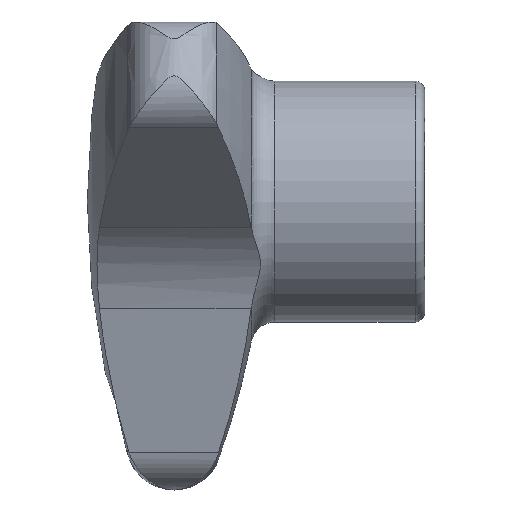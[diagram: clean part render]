
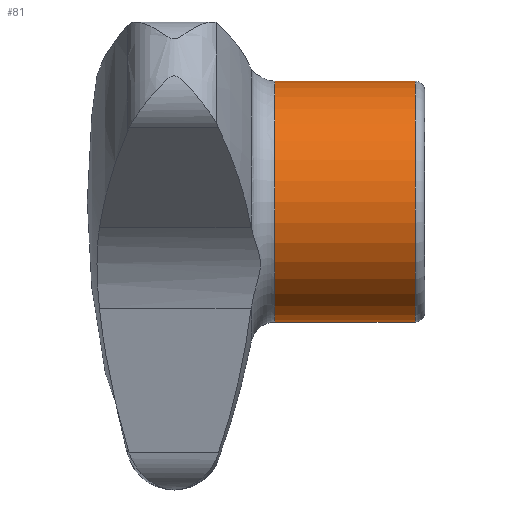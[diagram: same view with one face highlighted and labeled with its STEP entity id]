
A CAD part, left-side view. The second image highlights one B-rep face of the part: STEP entity #81.
In plain terms, the highlighted cylindrical face has radius 12.5 mm (diameter 25 mm), a full revolution.
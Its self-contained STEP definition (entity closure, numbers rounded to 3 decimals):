
#81 = ADVANCED_FACE( '', ( #122, #123 ), #124, .T. );
#122 = FACE_OUTER_BOUND( '', #195, .T. );
#123 = FACE_OUTER_BOUND( '', #196, .T. );
#124 = CYLINDRICAL_SURFACE( '', #197, 12.5 );
#195 = EDGE_LOOP( '', ( #363 ) );
#196 = EDGE_LOOP( '', ( #364 ) );
#197 = AXIS2_PLACEMENT_3D( '', #365, #366, #367 );
#363 = ORIENTED_EDGE( '', *, *, #572, .F. );
#364 = ORIENTED_EDGE( '', *, *, #573, .T. );
#365 = CARTESIAN_POINT( '', ( 0., 0., 0. ) );
#366 = DIRECTION( '', ( 0., 1., 0. ) );
#367 = DIRECTION( '', ( 0., 0., -1. ) );
#572 = EDGE_CURVE( '', #665, #665, #666, .T. );
#573 = EDGE_CURVE( '', #667, #667, #668, .T. );
#665 = VERTEX_POINT( '', #1036 );
#666 = CIRCLE( '', #1037, 12.5 );
#667 = VERTEX_POINT( '', #1038 );
#668 = CIRCLE( '', #1039, 12.5 );
#1036 = CARTESIAN_POINT( '', ( 0., 1., -12.5 ) );
#1037 = AXIS2_PLACEMENT_3D( '', #1291, #1292, #1293 );
#1038 = CARTESIAN_POINT( '', ( 0., 15.537, -12.5 ) );
#1039 = AXIS2_PLACEMENT_3D( '', #1294, #1295, #1296 );
#1291 = CARTESIAN_POINT( '', ( 0., 1., 0. ) );
#1292 = DIRECTION( '', ( 0., -1., 0. ) );
#1293 = DIRECTION( '', ( 0., 0., -1. ) );
#1294 = CARTESIAN_POINT( '', ( 0., 15.537, 0. ) );
#1295 = DIRECTION( '', ( 0., -1., 0. ) );
#1296 = DIRECTION( '', ( 0., 0., -1. ) );
